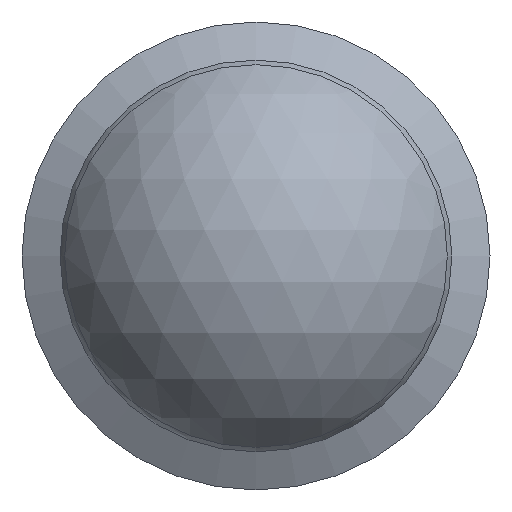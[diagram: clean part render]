
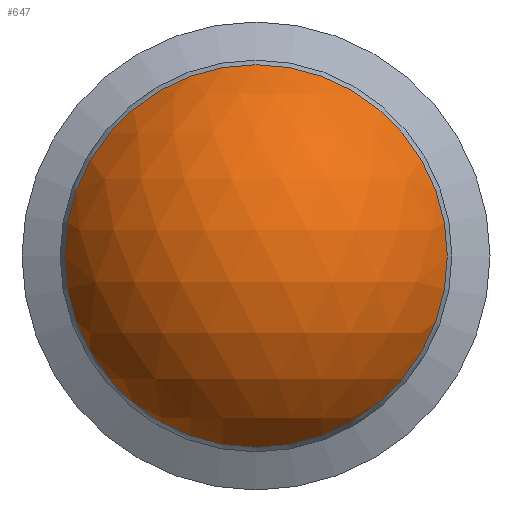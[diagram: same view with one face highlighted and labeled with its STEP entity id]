
A CAD part, left-side view. The second image highlights one B-rep face of the part: STEP entity #647.
In plain terms, the highlighted spherical face has radius 16.978 mm.
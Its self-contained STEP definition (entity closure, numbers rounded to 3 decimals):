
#16=SPHERICAL_SURFACE('',#710,16.978);
#215=FACE_OUTER_BOUND('',#262,.T.);
#262=EDGE_LOOP('',(#605,#606));
#285=CIRCLE('',#705,15.042);
#286=CIRCLE('',#706,15.042);
#346=VERTEX_POINT('',#1096);
#347=VERTEX_POINT('',#1100);
#432=EDGE_CURVE('',#346,#347,#285,.T.);
#433=EDGE_CURVE('',#347,#346,#286,.T.);
#605=ORIENTED_EDGE('',*,*,#433,.F.);
#606=ORIENTED_EDGE('',*,*,#432,.F.);
#647=ADVANCED_FACE('',(#215),#16,.T.);
#705=AXIS2_PLACEMENT_3D('',#1101,#883,#884);
#706=AXIS2_PLACEMENT_3D('',#1102,#885,#886);
#710=AXIS2_PLACEMENT_3D('',#1107,#893,#894);
#883=DIRECTION('center_axis',(1.,0.,0.));
#884=DIRECTION('ref_axis',(0.,0.,-1.));
#885=DIRECTION('center_axis',(1.,0.,0.));
#886=DIRECTION('ref_axis',(0.,0.,-1.));
#893=DIRECTION('center_axis',(0.,0.,1.));
#894=DIRECTION('ref_axis',(1.,0.,0.));
#1096=CARTESIAN_POINT('',(-42.896,0.,15.042));
#1100=CARTESIAN_POINT('',(-42.896,15.042,0.));
#1101=CARTESIAN_POINT('Origin',(-42.896,0.,
0.));
#1102=CARTESIAN_POINT('Origin',(-42.896,0.,
0.));
#1107=CARTESIAN_POINT('Origin',(-35.022,0.,
0.));
